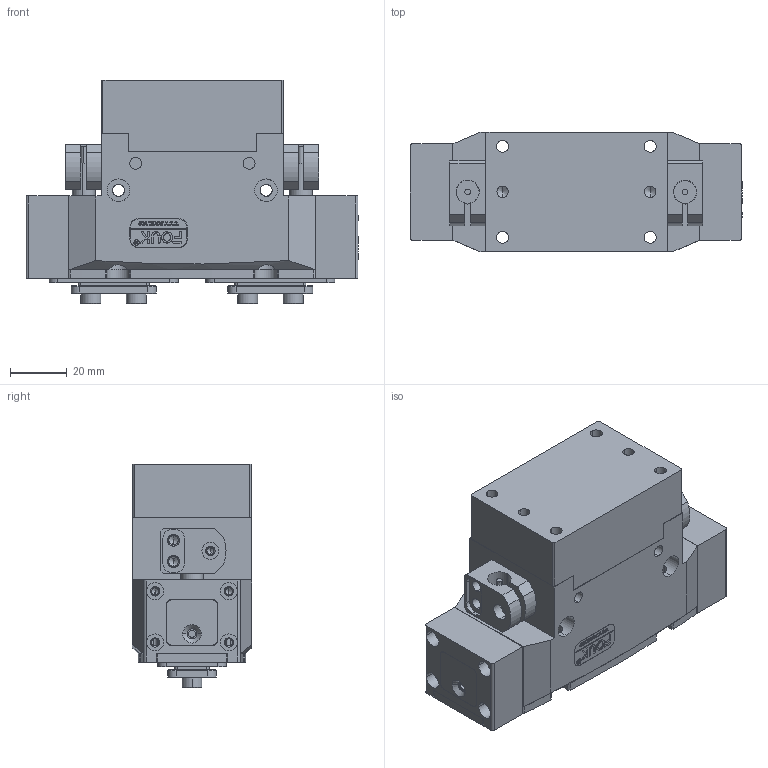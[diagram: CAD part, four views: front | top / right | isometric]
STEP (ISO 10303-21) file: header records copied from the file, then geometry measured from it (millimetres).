
FILE_DESCRIPTION (( 'STEP AP203' ), '1' );
FILE_NAME ('TR30-80-S-P-NC.STEP', '2024-11-19T01:28:27', ( 'USER-' ), ( 'Microsoft' ), 'SwSTEP 2.0', 'SolidWorks 2018', '' );
FILE_SCHEMA (( 'CONFIG_CONTROL_DESIGN' ));
Length unit declared in the file: millimetre
Products named in the file (21): 揤輸杅耀.sldasm-Part-9; TR30-87防尘（未改版）; 55滅鳥傷苤裔-1; TR30-80 杅耀.sldasm-Part-4; TR30-80 杅耀.sldasm-Part-19; TR30-80 杅耀.sldasm-Part-25; TR30-80-S-P-NC; 20x10-R3; 5x7-12隅弇杶-1; TR30-87-M-12耜猾极-1; 埴翐芛_GB_FASTENER_SCREWS_HSHCS M2X8-N; 揤輸蚾饜极; TR30-80 杅耀.sldasm-Part-18; TR30-80-S; TR30-87-M-14忒硌薊啣-1; TR30-80赻坶杅耀.sldasm-Part-13; 錨璃3^TR30-80-S; TR30-80 杅耀.sldasm-Part-9; TR30-87-M-13移动挡板(默认)-1; TR30-80 杅耀.sldasm-Part-11; TR30-87-M-11奻葡裔啣-1
Assembly tree (29 placements, depth 4):
  TR30-80-S-P-NC
    TR30-80-S
      TR30-80 杅耀.sldasm-Part-4
      TR30-80 杅耀.sldasm-Part-9  x2
      TR30-80 杅耀.sldasm-Part-11
      TR30-80 杅耀.sldasm-Part-18
      TR30-80 杅耀.sldasm-Part-19
      TR30-80 杅耀.sldasm-Part-25
      20x10-R3
      揤輸蚾饜极  x2
        揤輸杅耀.sldasm-Part-9
        埴翐芛_GB_FASTENER_SCREWS_HSHCS M2X8-N
    TR30-87防尘（未改版）
      TR30-87-M-11奻葡裔啣-1
      TR30-87-M-12耜猾极-1  x2
      TR30-87-M-13移动挡板(默认)-1  x2
      TR30-87-M-14忒硌薊啣-1  x2
      55滅鳥傷苤裔-1  x2
      5x7-12隅弇杶-1  x4
    TR30-80赻坶杅耀.sldasm-Part-13
  錨璃3^TR30-80-S
Bounding box: 117 x 42 x 78.8 mm (x, y, z)
Volume: 227588.6 mm3; surface area: 83721.2 mm2
Topology: 28 solids, 38 shells, 1652 faces, 4251 edges, 2680 vertices
Faces by surface type: plane 727, cylinder 488, cone 274, bspline 155, torus 8
Entity records: 47548 total; most frequent: CARTESIAN_POINT 13922, ORIENTED_EDGE 6600, DIRECTION 6162, EDGE_CURVE 3300, VERTEX_POINT 2137, AXIS2_PLACEMENT_3D 2063, LINE 2036, VECTOR 2036
